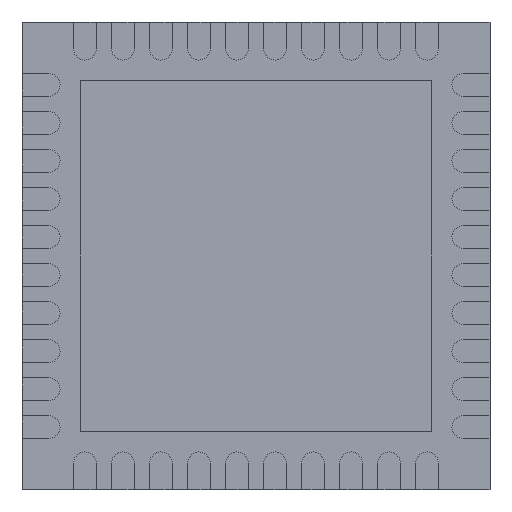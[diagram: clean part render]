
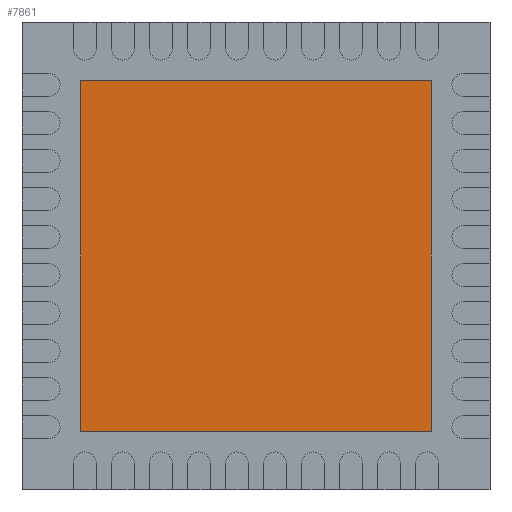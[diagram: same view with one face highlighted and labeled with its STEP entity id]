
A CAD part, front view. The second image highlights one B-rep face of the part: STEP entity #7861.
In plain terms, the highlighted planar face has unit normal (0, -1, 0).
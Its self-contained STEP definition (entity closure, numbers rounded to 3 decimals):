
#99 = ORIENTED_EDGE ( 'NONE', *, *, #4050, .F. ) ;
#291 = LINE ( 'NONE', #22778, #21030 ) ;
#948 = EDGE_CURVE ( 'NONE', #3235, #20119, #4123, .T. ) ;
#1443 = DIRECTION ( 'NONE',  ( 1., 0., 0. ) ) ;
#2606 = EDGE_CURVE ( 'NONE', #4493, #3235, #10627, .T. ) ;
#2778 = CARTESIAN_POINT ( 'NONE',  ( 3.232, 2.176, 0.525 ) ) ;
#3235 = VERTEX_POINT ( 'NONE', #21774 ) ;
#3349 = DIRECTION ( 'NONE',  ( 0., 0., -1. ) ) ;
#4050 = EDGE_CURVE ( 'NONE', #10308, #4493, #13755, .T. ) ;
#4123 = LINE ( 'NONE', #2778, #4378 ) ;
#4378 = VECTOR ( 'NONE', #20606, 1000. ) ;
#4493 = VERTEX_POINT ( 'NONE', #22613 ) ;
#6964 = ORIENTED_EDGE ( 'NONE', *, *, #948, .F. ) ;
#7012 = VECTOR ( 'NONE', #13684, 1000. ) ;
#7861 = ADVANCED_FACE ( 'N', ( #9360 ), #19347, .F. ) ;
#8829 = ORIENTED_EDGE ( 'NONE', *, *, #2606, .F. ) ;
#9360 = FACE_OUTER_BOUND ( 'NONE', #14090, .T. ) ;
#9618 = AXIS2_PLACEMENT_3D ( 'NONE', #14110, #12394, #15949 ) ;
#10308 = VERTEX_POINT ( 'NONE', #18006 ) ;
#10627 = LINE ( 'NONE', #18670, #7012 ) ;
#12148 = CARTESIAN_POINT ( 'NONE',  ( 7.832, 2.176, 0.525 ) ) ;
#12394 = DIRECTION ( 'NONE',  ( 0., 1., 0. ) ) ;
#13684 = DIRECTION ( 'NONE',  ( -1., 0., 0. ) ) ;
#13755 = LINE ( 'NONE', #12148, #17890 ) ;
#13762 = EDGE_CURVE ( 'NONE', #20119, #10308, #291, .T. ) ;
#14090 = EDGE_LOOP ( 'NONE', ( #16057, #6964, #8829, #99 ) ) ;
#14110 = CARTESIAN_POINT ( 'NONE',  ( 5.532, 2.176, 0.525 ) ) ;
#15949 = DIRECTION ( 'NONE',  ( 0., 0., 1. ) ) ;
#16057 = ORIENTED_EDGE ( 'NONE', *, *, #13762, .F. ) ;
#17890 = VECTOR ( 'NONE', #3349, 1000. ) ;
#18006 = CARTESIAN_POINT ( 'NONE',  ( 7.832, 2.176, 2.825 ) ) ;
#18670 = CARTESIAN_POINT ( 'NONE',  ( 5.532, 2.176, -1.775 ) ) ;
#19347 = PLANE ( 'NONE',  #9618 ) ;
#19473 = CARTESIAN_POINT ( 'NONE',  ( 3.232, 2.176, 2.825 ) ) ;
#20119 = VERTEX_POINT ( 'NONE', #19473 ) ;
#20606 = DIRECTION ( 'NONE',  ( 0., 0., 1. ) ) ;
#21030 = VECTOR ( 'NONE', #1443, 1000. ) ;
#21774 = CARTESIAN_POINT ( 'NONE',  ( 3.232, 2.176, -1.775 ) ) ;
#22613 = CARTESIAN_POINT ( 'NONE',  ( 7.832, 2.176, -1.775 ) ) ;
#22778 = CARTESIAN_POINT ( 'NONE',  ( 5.532, 2.176, 2.825 ) ) ;
